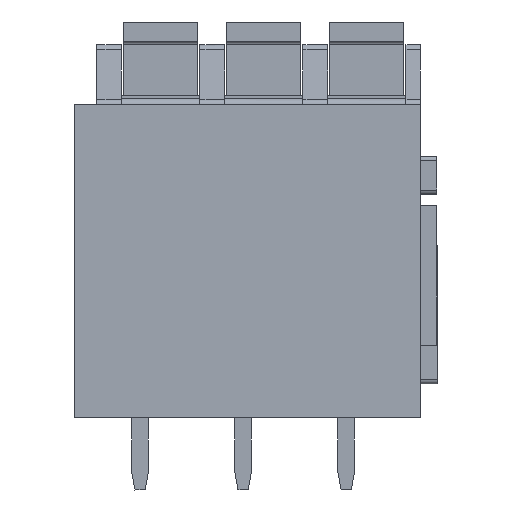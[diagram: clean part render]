
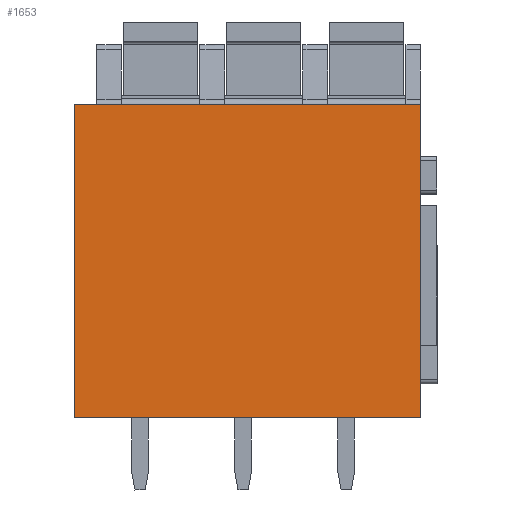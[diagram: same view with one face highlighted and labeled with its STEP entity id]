
A CAD part, front view. The second image highlights one B-rep face of the part: STEP entity #1653.
In plain terms, the highlighted planar face has unit normal (0, -1, 0).
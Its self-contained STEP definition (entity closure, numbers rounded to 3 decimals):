
#1633=AXIS2_PLACEMENT_3D('Plane Axis2P3D',#1630,#1631,#1632) ;
#319=CARTESIAN_POINT('Vertex',(16.8,0.,18.7)) ;
#322=CARTESIAN_POINT('Line Origine',(16.8,0.,11.1)) ;
#326=CARTESIAN_POINT('Vertex',(16.8,0.,3.5)) ;
#1024=CARTESIAN_POINT('Vertex',(0.,0.,18.7)) ;
#1027=CARTESIAN_POINT('Line Origine',(8.4,0.,18.7)) ;
#1630=CARTESIAN_POINT('Axis2P3D Location',(0.,0.,18.7)) ;
#1635=CARTESIAN_POINT('Line Origine',(0.,0.,11.1)) ;
#1639=CARTESIAN_POINT('Vertex',(0.,0.,3.5)) ;
#1642=CARTESIAN_POINT('Line Origine',(8.4,0.,3.5)) ;
#323=DIRECTION('Vector Direction',(0.,0.,-1.)) ;
#1028=DIRECTION('Vector Direction',(1.,0.,0.)) ;
#1631=DIRECTION('Axis2P3D Direction',(0.,-1.,0.)) ;
#1632=DIRECTION('Axis2P3D XDirection',(0.,0.,-1.)) ;
#1636=DIRECTION('Vector Direction',(0.,0.,-1.)) ;
#1643=DIRECTION('Vector Direction',(1.,0.,0.)) ;
#324=VECTOR('Line Direction',#323,1.) ;
#1029=VECTOR('Line Direction',#1028,1.) ;
#1637=VECTOR('Line Direction',#1636,1.) ;
#1644=VECTOR('Line Direction',#1643,1.) ;
#1648=ORIENTED_EDGE('',*,*,#328,.T.) ;
#1649=ORIENTED_EDGE('',*,*,#1031,.F.) ;
#1650=ORIENTED_EDGE('',*,*,#1641,.F.) ;
#1651=ORIENTED_EDGE('',*,*,#1646,.T.) ;
#1653=ADVANCED_FACE('_LMF 5.00/03/180  3.5SN OR BX 1330190000',(#1652),#1634,.T.) ;
#328=EDGE_CURVE('',#327,#320,#325,.F.) ;
#1031=EDGE_CURVE('',#1025,#320,#1030,.T.) ;
#1641=EDGE_CURVE('',#1640,#1025,#1638,.F.) ;
#1646=EDGE_CURVE('',#1640,#327,#1645,.T.) ;
#1647=EDGE_LOOP('',(#1648,#1649,#1650,#1651)) ;
#1652=FACE_OUTER_BOUND('',#1647,.T.) ;
#325=LINE('Line',#322,#324) ;
#1030=LINE('Line',#1027,#1029) ;
#1638=LINE('Line',#1635,#1637) ;
#1645=LINE('Line',#1642,#1644) ;
#1634=PLANE('',#1633) ;
#320=VERTEX_POINT('',#319) ;
#327=VERTEX_POINT('',#326) ;
#1025=VERTEX_POINT('',#1024) ;
#1640=VERTEX_POINT('',#1639) ;
